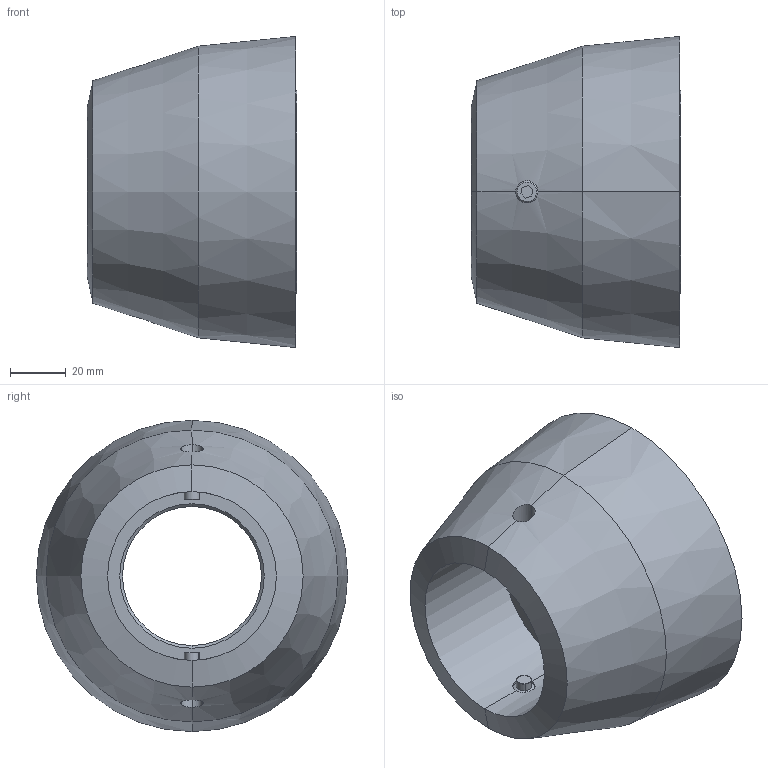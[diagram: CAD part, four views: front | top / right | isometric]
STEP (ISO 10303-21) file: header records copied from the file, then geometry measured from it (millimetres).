
FILE_DESCRIPTION (( 'STEP AP203' ), '1' );
FILE_NAME ('57047300_r.STEP', '2017-11-06T14:18:38', ( 'Admin' ), ( 'Hewlett-Packard Company' ), 'SwSTEP 2.0', 'SolidWorks 2017', '' );
FILE_SCHEMA (( 'CONFIG_CONTROL_DESIGN' ));
Length unit declared in the file: millimetre
Products named in the file (1): 57047300_r
Bounding box: 75.35 x 112 x 112 mm (x, y, z)
Volume: 354903.6 mm3; surface area: 65175.9 mm2
Topology: 3 solids, 6 shells, 123 faces, 280 edges, 167 vertices
Faces by surface type: cylinder 55, cone 37, plane 31
Entity records: 3716 total; most frequent: CARTESIAN_POINT 843, DIRECTION 633, ORIENTED_EDGE 540, EDGE_CURVE 270, AXIS2_PLACEMENT_3D 251, VERTEX_POINT 167, EDGE_LOOP 137, VECTOR 131
